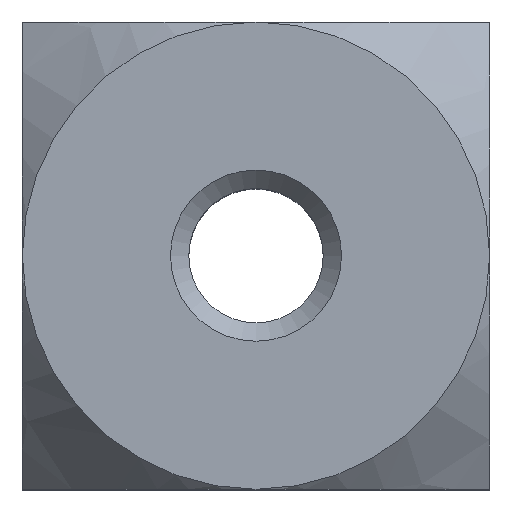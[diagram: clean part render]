
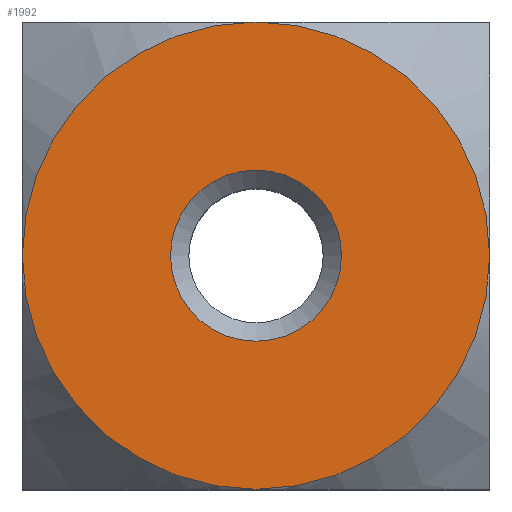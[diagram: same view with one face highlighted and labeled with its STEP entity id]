
A CAD part, top view. The second image highlights one B-rep face of the part: STEP entity #1992.
In plain terms, the highlighted planar face has unit normal (0, 0, 1).
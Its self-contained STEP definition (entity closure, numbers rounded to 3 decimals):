
#29=CIRCLE('',#2012,3.5);
#33=CIRCLE('',#2085,3.5);
#34=CIRCLE('',#2087,3.5);
#35=CIRCLE('',#2089,3.5);
#36=CIRCLE('',#2090,1.282);
#352=ORIENTED_EDGE('',*,*,#589,.T.);
#353=ORIENTED_EDGE('',*,*,#590,.T.);
#354=ORIENTED_EDGE('',*,*,#588,.F.);
#355=ORIENTED_EDGE('',*,*,#428,.T.);
#356=ORIENTED_EDGE('',*,*,#591,.F.);
#428=EDGE_CURVE('',#606,#607,#29,.T.);
#588=EDGE_CURVE('',#606,#611,#33,.T.);
#589=EDGE_CURVE('',#607,#614,#34,.T.);
#590=EDGE_CURVE('',#614,#611,#35,.T.);
#591=EDGE_CURVE('',#705,#705,#36,.T.);
#606=VERTEX_POINT('',#2491);
#607=VERTEX_POINT('',#2492);
#611=VERTEX_POINT('',#2534);
#614=VERTEX_POINT('',#2564);
#705=VERTEX_POINT('',#2912);
#1123=EDGE_LOOP('',(#352,#353,#354,#355));
#1124=EDGE_LOOP('',(#356));
#1221=FACE_BOUND('',#1123,.T.);
#1222=FACE_BOUND('',#1124,.T.);
#1312=PLANE('',#2088);
#1992=ADVANCED_FACE('',(#1221,#1222),#1312,.T.);
#2012=AXIS2_PLACEMENT_3D('',#2490,#2132,#2133);
#2085=AXIS2_PLACEMENT_3D('',#2906,#2426,#2427);
#2087=AXIS2_PLACEMENT_3D('',#2908,#2430,#2431);
#2088=AXIS2_PLACEMENT_3D('',#2909,#2432,#2433);
#2089=AXIS2_PLACEMENT_3D('',#2910,#2434,#2435);
#2090=AXIS2_PLACEMENT_3D('',#2911,#2436,#2437);
#2132=DIRECTION('',(0.,0.,1.));
#2133=DIRECTION('',(1.,0.,0.));
#2426=DIRECTION('',(0.,0.,-1.));
#2427=DIRECTION('',(-1.,0.,0.));
#2430=DIRECTION('',(0.,0.,1.));
#2431=DIRECTION('',(1.,0.,0.));
#2432=DIRECTION('',(0.,0.,1.));
#2433=DIRECTION('',(1.,0.,0.));
#2434=DIRECTION('',(0.,0.,1.));
#2435=DIRECTION('',(1.,0.,0.));
#2436=DIRECTION('',(0.,0.,1.));
#2437=DIRECTION('',(1.,0.,0.));
#2490=CARTESIAN_POINT('',(0.,0.,6.));
#2491=CARTESIAN_POINT('',(-3.5,0.,6.));
#2492=CARTESIAN_POINT('',(0.,-3.5,6.));
#2534=CARTESIAN_POINT('',(0.,3.5,6.));
#2564=CARTESIAN_POINT('',(3.5,0.,6.));
#2906=CARTESIAN_POINT('',(0.,0.,6.));
#2908=CARTESIAN_POINT('',(0.,0.,6.));
#2909=CARTESIAN_POINT('',(-3.5,-3.5,6.));
#2910=CARTESIAN_POINT('',(0.,0.,6.));
#2911=CARTESIAN_POINT('',(0.,0.,6.));
#2912=CARTESIAN_POINT('',(1.282,0.,6.));
